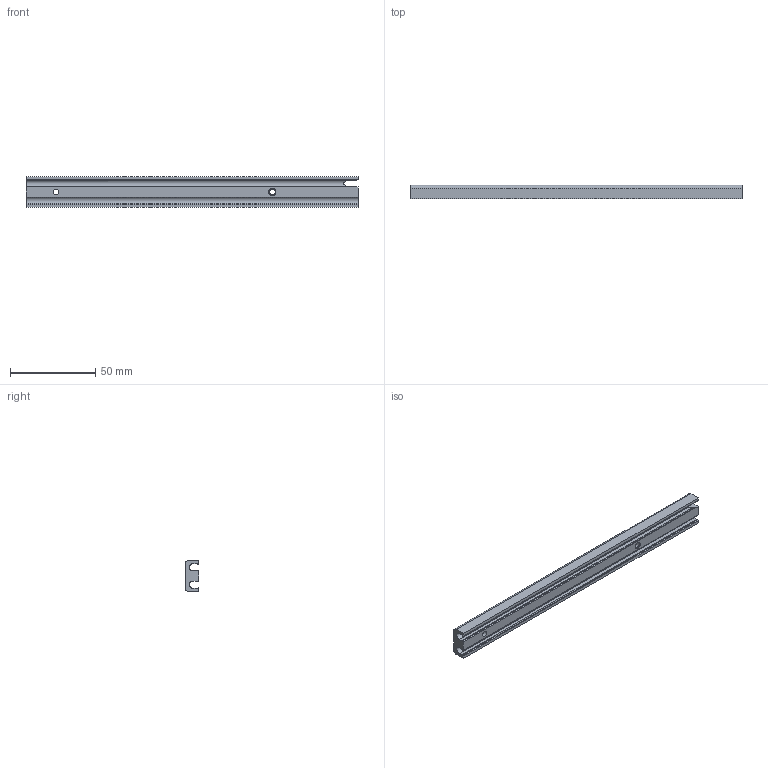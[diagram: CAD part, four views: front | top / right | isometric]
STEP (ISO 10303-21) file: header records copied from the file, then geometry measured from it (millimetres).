
FILE_DESCRIPTION(/* description */ ('','CAx-IF Rec.Pracs.---Representation and Presentation of Product Manufacturing Information (PMI)---4.0---2014-10-13'),/* implementation_level */ '2;1');
FILE_NAME(/* name */ '',/* time_stamp */ '2025-02-06T13:52:11+03:00',/* author */ (''),/* organization */ (''),/* preprocessor_version */ 'ST-DEVELOPER v20',/* originating_system */ 'Autodesk Translation Framework v13.20.0.188',/* authorisation */ '');
FILE_SCHEMA (('AP242_MANAGED_MODEL_BASED_3D_ENGINEERING_MIM_LF { 1 0 10303 442 1 1 4 }'));
Length unit declared in the file: millimetre
Products named in the file (1): Pipe and Cable Holder Top Back
Bounding box: 194.97 x 8 x 18 mm (x, y, z)
Volume: 19006.5 mm3; surface area: 14129.6 mm2
Topology: 1 solids, 1 shells, 41 faces, 103 edges, 68 vertices
Faces by surface type: cylinder 20, plane 19, cone 2
Full cylindrical faces by diameter (mm): 3.4 x4, 6 x1, 6.2 x1
Entity records: 1357 total; most frequent: CARTESIAN_POINT 297, DIRECTION 218, ORIENTED_EDGE 206, EDGE_CURVE 103, AXIS2_PLACEMENT_3D 80, VERTEX_POINT 68, LINE 58, VECTOR 58
